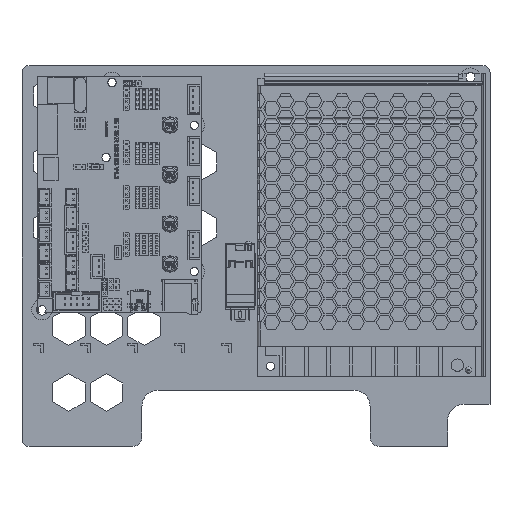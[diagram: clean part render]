
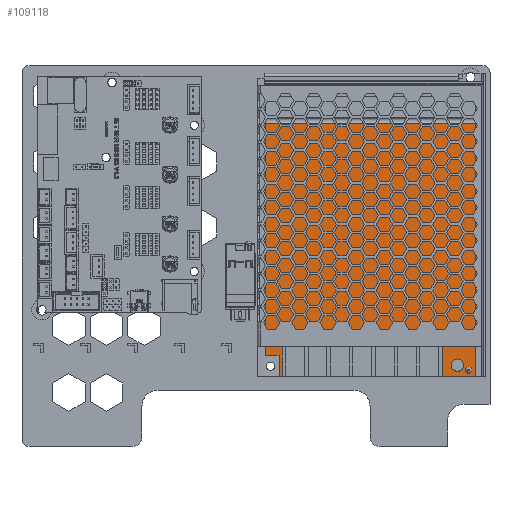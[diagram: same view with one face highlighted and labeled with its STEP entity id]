
A CAD part, top view. The second image highlights one B-rep face of the part: STEP entity #109118.
In plain terms, the highlighted planar face has unit normal (0, 0, 1).
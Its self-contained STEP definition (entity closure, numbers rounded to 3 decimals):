
#2985=FACE_BOUND('',#14885,.T.);
#2986=FACE_BOUND('',#14886,.T.);
#3869=PLANE('',#115720);
#8911=FACE_OUTER_BOUND('',#14884,.T.);
#14884=EDGE_LOOP('',(#77038,#77039,#77040,#77041,#77042,#77043,#77044,#77045,
#77046,#77047));
#14885=EDGE_LOOP('',(#77048));
#14886=EDGE_LOOP('',(#77049));
#21729=LINE('',#149415,#35801);
#21731=LINE('',#149423,#35803);
#21736=LINE('',#149433,#35808);
#21737=LINE('',#149435,#35809);
#21738=LINE('',#149437,#35810);
#21739=LINE('',#149439,#35811);
#21740=LINE('',#149441,#35812);
#21741=LINE('',#149443,#35813);
#21742=LINE('',#149445,#35814);
#21743=LINE('',#149446,#35815);
#35801=VECTOR('',#122401,1000.);
#35803=VECTOR('',#122409,1000.);
#35808=VECTOR('',#122416,1000.);
#35809=VECTOR('',#122417,1000.);
#35810=VECTOR('',#122418,1000.);
#35811=VECTOR('',#122419,1000.);
#35812=VECTOR('',#122420,1000.);
#35813=VECTOR('',#122421,1000.);
#35814=VECTOR('',#122422,1000.);
#35815=VECTOR('',#122423,1000.);
#49799=CIRCLE('',#115713,2.644);
#49800=CIRCLE('',#115715,1.346);
#50538=VERTEX_POINT('',#149405);
#50539=VERTEX_POINT('',#149409);
#50540=VERTEX_POINT('',#149413);
#50541=VERTEX_POINT('',#149414);
#50544=VERTEX_POINT('',#149422);
#50548=VERTEX_POINT('',#149432);
#50549=VERTEX_POINT('',#149434);
#50550=VERTEX_POINT('',#149436);
#50551=VERTEX_POINT('',#149438);
#50552=VERTEX_POINT('',#149440);
#50553=VERTEX_POINT('',#149442);
#50554=VERTEX_POINT('',#149444);
#60921=EDGE_CURVE('',#50538,#50538,#49799,.T.);
#60923=EDGE_CURVE('',#50539,#50539,#49800,.T.);
#60924=EDGE_CURVE('',#50540,#50541,#21729,.T.);
#60928=EDGE_CURVE('',#50544,#50540,#21731,.T.);
#60933=EDGE_CURVE('',#50541,#50548,#21736,.T.);
#60934=EDGE_CURVE('',#50548,#50549,#21737,.T.);
#60935=EDGE_CURVE('',#50549,#50550,#21738,.T.);
#60936=EDGE_CURVE('',#50550,#50551,#21739,.T.);
#60937=EDGE_CURVE('',#50551,#50552,#21740,.T.);
#60938=EDGE_CURVE('',#50552,#50553,#21741,.T.);
#60939=EDGE_CURVE('',#50553,#50554,#21742,.T.);
#60940=EDGE_CURVE('',#50554,#50544,#21743,.T.);
#77038=ORIENTED_EDGE('',*,*,#60924,.T.);
#77039=ORIENTED_EDGE('',*,*,#60933,.T.);
#77040=ORIENTED_EDGE('',*,*,#60934,.T.);
#77041=ORIENTED_EDGE('',*,*,#60935,.T.);
#77042=ORIENTED_EDGE('',*,*,#60936,.T.);
#77043=ORIENTED_EDGE('',*,*,#60937,.T.);
#77044=ORIENTED_EDGE('',*,*,#60938,.T.);
#77045=ORIENTED_EDGE('',*,*,#60939,.T.);
#77046=ORIENTED_EDGE('',*,*,#60940,.T.);
#77047=ORIENTED_EDGE('',*,*,#60928,.T.);
#77048=ORIENTED_EDGE('',*,*,#60923,.T.);
#77049=ORIENTED_EDGE('',*,*,#60921,.T.);
#109118=ADVANCED_FACE('',(#8911,#2985,#2986),#3869,.T.);
#115713=AXIS2_PLACEMENT_3D('',#149407,#122392,#122393);
#115715=AXIS2_PLACEMENT_3D('',#149411,#122397,#122398);
#115720=AXIS2_PLACEMENT_3D('',#149431,#122414,#122415);
#122392=DIRECTION('center_axis',(0.,0.,-1.));
#122393=DIRECTION('ref_axis',(-1.,0.,0.));
#122397=DIRECTION('center_axis',(0.,0.,-1.));
#122398=DIRECTION('ref_axis',(-1.,0.,0.));
#122401=DIRECTION('',(0.,1.,0.));
#122409=DIRECTION('',(1.,0.,0.));
#122414=DIRECTION('center_axis',(0.,0.,1.));
#122415=DIRECTION('ref_axis',(1.,0.,0.));
#122416=DIRECTION('',(-1.,0.,0.));
#122417=DIRECTION('',(0.,-1.,0.));
#122418=DIRECTION('',(-1.,0.,0.));
#122419=DIRECTION('',(0.,-1.,0.));
#122420=DIRECTION('',(1.,0.,0.));
#122421=DIRECTION('',(0.,-1.,0.));
#122422=DIRECTION('',(-1.,0.,0.));
#122423=DIRECTION('',(0.,-1.,0.));
#149405=CARTESIAN_POINT('',(-78.393,195.123,5.6));
#149407=CARTESIAN_POINT('Origin',(-81.038,195.123,5.6));
#149409=CARTESIAN_POINT('',(-81.809,190.338,5.6));
#149411=CARTESIAN_POINT('Origin',(-83.155,190.338,5.6));
#149413=CARTESIAN_POINT('',(21.836,187.552,5.6));
#149414=CARTESIAN_POINT('',(21.836,276.76,5.6));
#149415=CARTESIAN_POINT('',(21.836,347.282,5.6));
#149422=CARTESIAN_POINT('',(-85.799,187.552,5.6));
#149423=CARTESIAN_POINT('',(-85.799,187.552,5.6));
#149431=CARTESIAN_POINT('Origin',(-26.262,232.03,5.6));
#149432=CARTESIAN_POINT('',(-76.826,276.76,5.6));
#149433=CARTESIAN_POINT('',(33.022,276.76,5.6));
#149434=CARTESIAN_POINT('',(-76.826,270.895,5.6));
#149435=CARTESIAN_POINT('',(-76.826,276.76,5.6));
#149436=CARTESIAN_POINT('',(-85.799,270.895,5.6));
#149437=CARTESIAN_POINT('',(-76.826,270.895,5.6));
#149438=CARTESIAN_POINT('',(-85.799,269.525,5.6));
#149439=CARTESIAN_POINT('',(-85.799,270.895,5.6));
#149440=CARTESIAN_POINT('',(-66.799,269.525,5.6));
#149441=CARTESIAN_POINT('',(-46.53,269.525,5.6));
#149442=CARTESIAN_POINT('',(-66.799,201.525,5.6));
#149443=CARTESIAN_POINT('',(-66.799,216.777,5.6));
#149444=CARTESIAN_POINT('',(-85.799,201.525,5.6));
#149445=CARTESIAN_POINT('',(-56.03,201.525,5.6));
#149446=CARTESIAN_POINT('',(-85.799,270.895,5.6));
